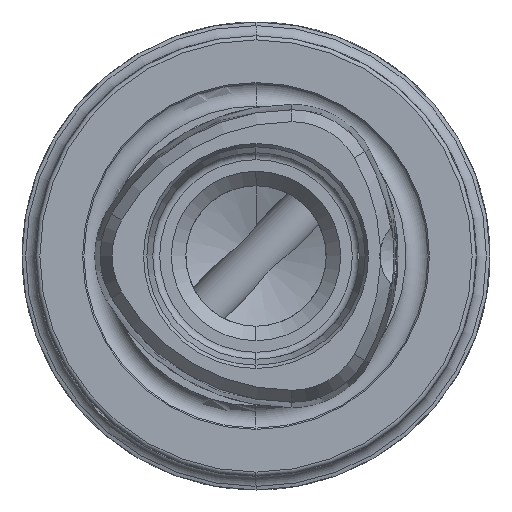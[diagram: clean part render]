
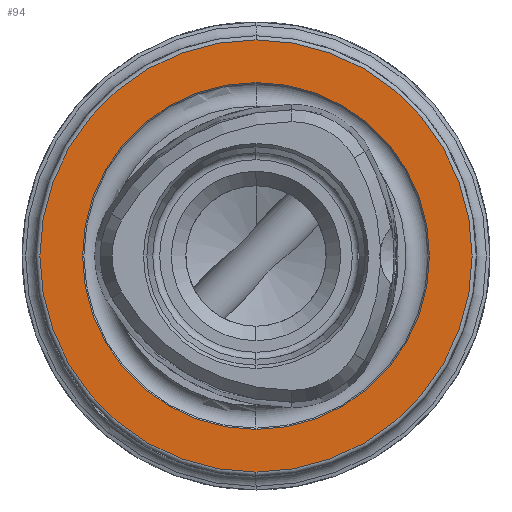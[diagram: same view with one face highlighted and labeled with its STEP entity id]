
A CAD part, left-side view. The second image highlights one B-rep face of the part: STEP entity #94.
In plain terms, the highlighted planar face has unit normal (-1, 0, 0).
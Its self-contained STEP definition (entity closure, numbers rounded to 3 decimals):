
#94 = ADVANCED_FACE ( 'NONE', ( #855, #10655 ), #7757, .F. ) ;
#503 = CIRCLE ( 'NONE', #8315, 12.6 ) ;
#855 = FACE_BOUND ( 'NONE', #5532, .T. ) ;
#1645 = DIRECTION ( 'NONE',  ( 0., 0., 1. ) ) ;
#1981 = VERTEX_POINT ( 'NONE', #2728 ) ;
#2068 = CIRCLE ( 'NONE', #4875, 12.6 ) ;
#2391 = AXIS2_PLACEMENT_3D ( 'NONE', #6726, #2585, #8419 ) ;
#2582 = VERTEX_POINT ( 'NONE', #9328 ) ;
#2585 = DIRECTION ( 'NONE',  ( -1., 0., 0. ) ) ;
#2728 = CARTESIAN_POINT ( 'NONE',  ( 0., 0., -12.6 ) ) ;
#2775 = CARTESIAN_POINT ( 'NONE',  ( 0., 12.6, 0. ) ) ;
#2964 = CIRCLE ( 'NONE', #8235, 15.7 ) ;
#4247 = VERTEX_POINT ( 'NONE', #6837 ) ;
#4623 = CARTESIAN_POINT ( 'NONE',  ( 0., 0., 0. ) ) ;
#4875 = AXIS2_PLACEMENT_3D ( 'NONE', #10798, #10021, #1645 ) ;
#5000 = VERTEX_POINT ( 'NONE', #9591 ) ;
#5058 = DIRECTION ( 'NONE',  ( 0., 0., 1. ) ) ;
#5148 = EDGE_CURVE ( 'NONE', #2582, #1981, #2068, .T. ) ;
#5250 = DIRECTION ( 'NONE',  ( 1., 0., 0. ) ) ;
#5354 = DIRECTION ( 'NONE',  ( 0., 0., -1. ) ) ;
#5515 = EDGE_CURVE ( 'NONE', #4247, #5000, #2964, .T. ) ;
#5532 = EDGE_LOOP ( 'NONE', ( #9774, #10548 ) ) ;
#5676 = EDGE_CURVE ( 'NONE', #1981, #2582, #503, .T. ) ;
#5892 = EDGE_CURVE ( 'NONE', #5000, #4247, #8711, .T. ) ;
#6218 = DIRECTION ( 'NONE',  ( 0., 0., 1. ) ) ;
#6300 = DIRECTION ( 'NONE',  ( -1., 0., 0. ) ) ;
#6641 = ORIENTED_EDGE ( 'NONE', *, *, #5892, .T. ) ;
#6726 = CARTESIAN_POINT ( 'NONE',  ( 0., 0., 0. ) ) ;
#6735 = CARTESIAN_POINT ( 'NONE',  ( 0., 0., 0. ) ) ;
#6769 = DIRECTION ( 'NONE',  ( -1., 0., 0. ) ) ;
#6837 = CARTESIAN_POINT ( 'NONE',  ( 0., 0., -15.7 ) ) ;
#7147 = ORIENTED_EDGE ( 'NONE', *, *, #5515, .T. ) ;
#7757 = PLANE ( 'NONE',  #10746 ) ;
#8216 = EDGE_LOOP ( 'NONE', ( #6641, #7147 ) ) ;
#8235 = AXIS2_PLACEMENT_3D ( 'NONE', #6735, #6769, #5058 ) ;
#8315 = AXIS2_PLACEMENT_3D ( 'NONE', #4623, #6300, #6218 ) ;
#8419 = DIRECTION ( 'NONE',  ( 0., 0., 1. ) ) ;
#8711 = CIRCLE ( 'NONE', #2391, 15.7 ) ;
#9328 = CARTESIAN_POINT ( 'NONE',  ( 0., 0., 12.6 ) ) ;
#9591 = CARTESIAN_POINT ( 'NONE',  ( 0., 0., 15.7 ) ) ;
#9774 = ORIENTED_EDGE ( 'NONE', *, *, #5148, .F. ) ;
#10021 = DIRECTION ( 'NONE',  ( -1., 0., 0. ) ) ;
#10548 = ORIENTED_EDGE ( 'NONE', *, *, #5676, .F. ) ;
#10655 = FACE_OUTER_BOUND ( 'NONE', #8216, .T. ) ;
#10746 = AXIS2_PLACEMENT_3D ( 'NONE', #2775, #5250, #5354 ) ;
#10798 = CARTESIAN_POINT ( 'NONE',  ( 0., 0., 0. ) ) ;
